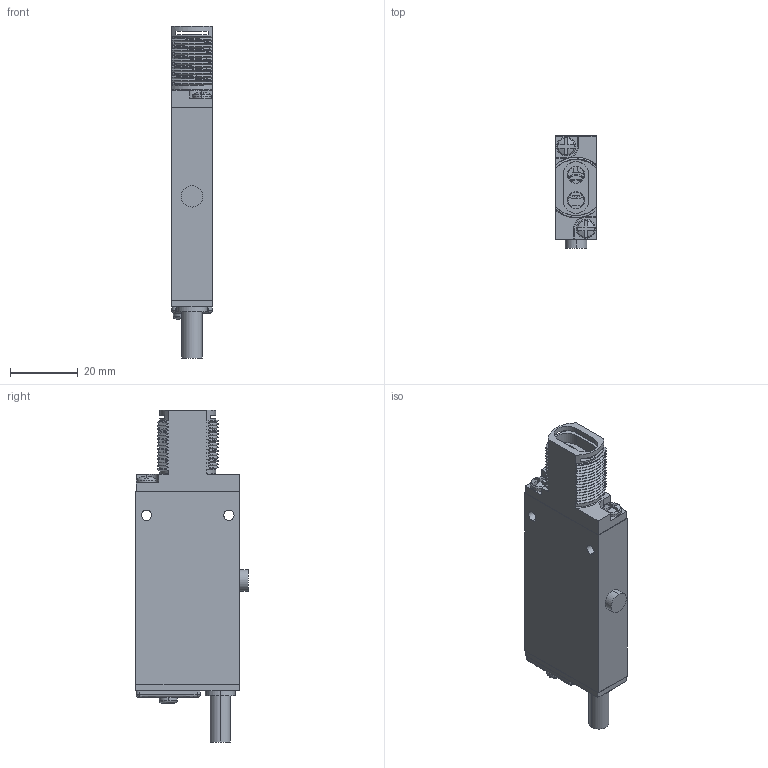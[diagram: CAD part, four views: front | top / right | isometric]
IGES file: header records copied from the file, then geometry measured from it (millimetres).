
Start section:  PTC IGES file: 155300.igs
Global section: file name: 155300.igs; native system: Pro/ENGINEER by Parametric Technology Corporation; preprocessor: 2009141; author: banengservice; organization: Unknown; date: 20101203.082712; units: inch
Bounding box: 12.19 x 33.27 x 98.22 mm (x, y, z)
Volume: 10125 mm3; surface area: 16672.2 mm2
Topology: 2 solids, 7 shells, 588 faces, 1568 edges, 1017 vertices
Faces by surface type: bspline 346, revolution 242
